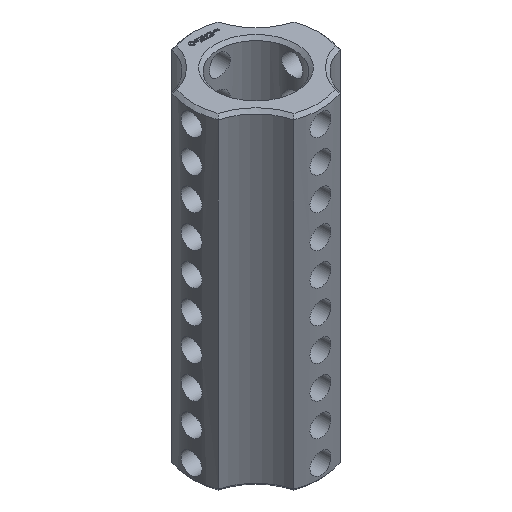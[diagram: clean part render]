
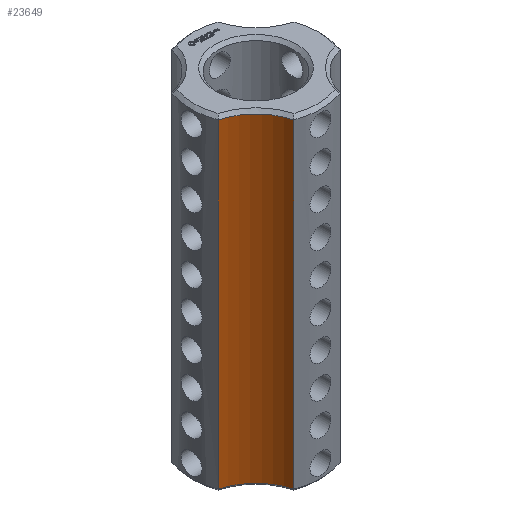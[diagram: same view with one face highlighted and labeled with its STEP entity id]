
A CAD part, isometric view. The second image highlights one B-rep face of the part: STEP entity #23649.
In plain terms, the highlighted cylindrical face has radius 5 mm (diameter 10 mm), a partial arc.
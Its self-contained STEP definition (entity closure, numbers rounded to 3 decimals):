
#2299 = CYLINDRICAL_SURFACE('',#2300,6.25);
#2300 = AXIS2_PLACEMENT_3D('',#2301,#2302,#2303);
#2301 = CARTESIAN_POINT('',(0.,0.,0.));
#2302 = DIRECTION('',(-0.,-0.,-1.));
#2303 = DIRECTION('',(1.,0.,0.));
#5060 = EDGE_CURVE('',#5061,#5063,#5065,.T.);
#5061 = VERTEX_POINT('',#5062);
#5062 = CARTESIAN_POINT('',(-2.225,-5.841,0.3));
#5063 = VERTEX_POINT('',#5064);
#5064 = CARTESIAN_POINT('',(-2.225,-5.841,30.95));
#5065 = SURFACE_CURVE('',#5066,(#5070,#5077),.PCURVE_S1.);
#5066 = LINE('',#5067,#5068);
#5067 = CARTESIAN_POINT('',(-2.225,-5.841,0.));
#5068 = VECTOR('',#5069,1.);
#5069 = DIRECTION('',(0.,0.,1.));
#5070 = PCURVE('',#2299,#5071);
#5071 = DEFINITIONAL_REPRESENTATION('',(#5072),#5076);
#5072 = LINE('',#5073,#5074);
#5073 = CARTESIAN_POINT('',(-4.348,0.));
#5074 = VECTOR('',#5075,1.);
#5075 = DIRECTION('',(-0.,-1.));
#5076 = ( GEOMETRIC_REPRESENTATION_CONTEXT(2) 
PARAMETRIC_REPRESENTATION_CONTEXT() REPRESENTATION_CONTEXT('2D SPACE',''
  ) );
#5077 = PCURVE('',#5078,#5083);
#5078 = CYLINDRICAL_SURFACE('',#5079,5.);
#5079 = AXIS2_PLACEMENT_3D('',#5080,#5081,#5082);
#5080 = CARTESIAN_POINT('',(-7.071,-7.071,0.));
#5081 = DIRECTION('',(-0.,-0.,-1.));
#5082 = DIRECTION('',(1.,0.,0.));
#5083 = DEFINITIONAL_REPRESENTATION('',(#5084),#5088);
#5084 = LINE('',#5085,#5086);
#5085 = CARTESIAN_POINT('',(-0.249,0.));
#5086 = VECTOR('',#5087,1.);
#5087 = DIRECTION('',(-0.,-1.));
#5088 = ( GEOMETRIC_REPRESENTATION_CONTEXT(2) 
PARAMETRIC_REPRESENTATION_CONTEXT() REPRESENTATION_CONTEXT('2D SPACE',''
  ) );
#6857 = CONICAL_SURFACE('',#6858,5.,0.785);
#6858 = AXIS2_PLACEMENT_3D('',#6859,#6860,#6861);
#6859 = CARTESIAN_POINT('',(-7.071,-7.071,0.3));
#6860 = DIRECTION('',(-0.,-0.,-1.));
#6861 = DIRECTION('',(0.969,0.246,0.));
#7089 = CONICAL_SURFACE('',#7090,5.,0.785);
#7090 = AXIS2_PLACEMENT_3D('',#7091,#7092,#7093);
#7091 = CARTESIAN_POINT('',(-7.071,-7.071,30.95));
#7092 = DIRECTION('',(0.,0.,1.));
#7093 = DIRECTION('',(0.969,0.246,0.));
#23649 = ADVANCED_FACE('',(#23650),#5078,.F.);
#23650 = FACE_BOUND('',#23651,.T.);
#23651 = EDGE_LOOP('',(#23652,#23653,#23677,#23705));
#23652 = ORIENTED_EDGE('',*,*,#5060,.T.);
#23653 = ORIENTED_EDGE('',*,*,#23654,.T.);
#23654 = EDGE_CURVE('',#5063,#23655,#23657,.T.);
#23655 = VERTEX_POINT('',#23656);
#23656 = CARTESIAN_POINT('',(-5.841,-2.225,30.95));
#23657 = SURFACE_CURVE('',#23658,(#23663,#23670),.PCURVE_S1.);
#23658 = CIRCLE('',#23659,5.);
#23659 = AXIS2_PLACEMENT_3D('',#23660,#23661,#23662);
#23660 = CARTESIAN_POINT('',(-7.071,-7.071,30.95));
#23661 = DIRECTION('',(0.,-0.,1.));
#23662 = DIRECTION('',(0.969,0.246,0.));
#23663 = PCURVE('',#5078,#23664);
#23664 = DEFINITIONAL_REPRESENTATION('',(#23665),#23669);
#23665 = LINE('',#23666,#23667);
#23666 = CARTESIAN_POINT('',(-0.249,-30.95));
#23667 = VECTOR('',#23668,1.);
#23668 = DIRECTION('',(-1.,0.));
#23669 = ( GEOMETRIC_REPRESENTATION_CONTEXT(2) 
PARAMETRIC_REPRESENTATION_CONTEXT() REPRESENTATION_CONTEXT('2D SPACE',''
  ) );
#23670 = PCURVE('',#7089,#23671);
#23671 = DEFINITIONAL_REPRESENTATION('',(#23672),#23676);
#23672 = LINE('',#23673,#23674);
#23673 = CARTESIAN_POINT('',(0.,0.));
#23674 = VECTOR('',#23675,1.);
#23675 = DIRECTION('',(1.,0.));
#23676 = ( GEOMETRIC_REPRESENTATION_CONTEXT(2) 
PARAMETRIC_REPRESENTATION_CONTEXT() REPRESENTATION_CONTEXT('2D SPACE',''
  ) );
#23677 = ORIENTED_EDGE('',*,*,#23678,.F.);
#23678 = EDGE_CURVE('',#23679,#23655,#23681,.T.);
#23679 = VERTEX_POINT('',#23680);
#23680 = CARTESIAN_POINT('',(-5.841,-2.225,0.3));
#23681 = SURFACE_CURVE('',#23682,(#23686,#23693),.PCURVE_S1.);
#23682 = LINE('',#23683,#23684);
#23683 = CARTESIAN_POINT('',(-5.841,-2.225,0.));
#23684 = VECTOR('',#23685,1.);
#23685 = DIRECTION('',(0.,0.,1.));
#23686 = PCURVE('',#5078,#23687);
#23687 = DEFINITIONAL_REPRESENTATION('',(#23688),#23692);
#23688 = LINE('',#23689,#23690);
#23689 = CARTESIAN_POINT('',(-1.322,0.));
#23690 = VECTOR('',#23691,1.);
#23691 = DIRECTION('',(-0.,-1.));
#23692 = ( GEOMETRIC_REPRESENTATION_CONTEXT(2) 
PARAMETRIC_REPRESENTATION_CONTEXT() REPRESENTATION_CONTEXT('2D SPACE',''
  ) );
#23693 = PCURVE('',#23694,#23699);
#23694 = CYLINDRICAL_SURFACE('',#23695,6.25);
#23695 = AXIS2_PLACEMENT_3D('',#23696,#23697,#23698);
#23696 = CARTESIAN_POINT('',(0.,0.,0.));
#23697 = DIRECTION('',(-0.,-0.,-1.));
#23698 = DIRECTION('',(1.,0.,0.));
#23699 = DEFINITIONAL_REPRESENTATION('',(#23700),#23704);
#23700 = LINE('',#23701,#23702);
#23701 = CARTESIAN_POINT('',(-3.506,0.));
#23702 = VECTOR('',#23703,1.);
#23703 = DIRECTION('',(-0.,-1.));
#23704 = ( GEOMETRIC_REPRESENTATION_CONTEXT(2) 
PARAMETRIC_REPRESENTATION_CONTEXT() REPRESENTATION_CONTEXT('2D SPACE',''
  ) );
#23705 = ORIENTED_EDGE('',*,*,#23706,.F.);
#23706 = EDGE_CURVE('',#5061,#23679,#23707,.T.);
#23707 = SURFACE_CURVE('',#23708,(#23713,#23720),.PCURVE_S1.);
#23708 = CIRCLE('',#23709,5.);
#23709 = AXIS2_PLACEMENT_3D('',#23710,#23711,#23712);
#23710 = CARTESIAN_POINT('',(-7.071,-7.071,0.3));
#23711 = DIRECTION('',(0.,-0.,1.));
#23712 = DIRECTION('',(0.969,0.246,0.));
#23713 = PCURVE('',#5078,#23714);
#23714 = DEFINITIONAL_REPRESENTATION('',(#23715),#23719);
#23715 = LINE('',#23716,#23717);
#23716 = CARTESIAN_POINT('',(-0.249,-0.3));
#23717 = VECTOR('',#23718,1.);
#23718 = DIRECTION('',(-1.,0.));
#23719 = ( GEOMETRIC_REPRESENTATION_CONTEXT(2) 
PARAMETRIC_REPRESENTATION_CONTEXT() REPRESENTATION_CONTEXT('2D SPACE',''
  ) );
#23720 = PCURVE('',#6857,#23721);
#23721 = DEFINITIONAL_REPRESENTATION('',(#23722),#23726);
#23722 = LINE('',#23723,#23724);
#23723 = CARTESIAN_POINT('',(-0.,0.));
#23724 = VECTOR('',#23725,1.);
#23725 = DIRECTION('',(-1.,0.));
#23726 = ( GEOMETRIC_REPRESENTATION_CONTEXT(2) 
PARAMETRIC_REPRESENTATION_CONTEXT() REPRESENTATION_CONTEXT('2D SPACE',''
  ) );
